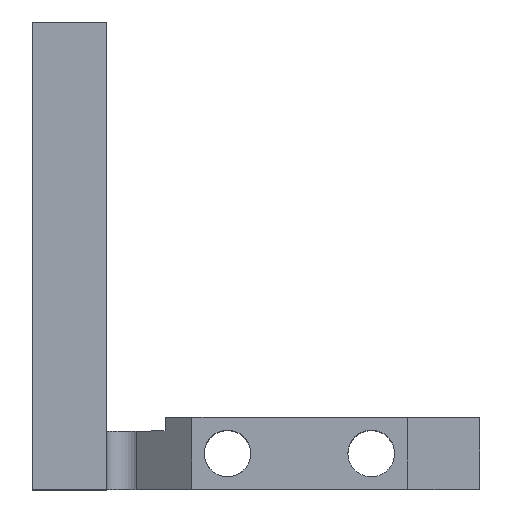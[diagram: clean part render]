
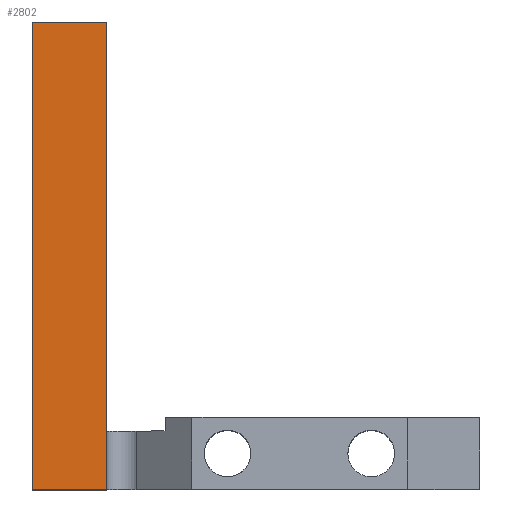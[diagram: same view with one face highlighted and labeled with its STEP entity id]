
A CAD part, top view. The second image highlights one B-rep face of the part: STEP entity #2802.
In plain terms, the highlighted planar face has unit normal (0, 0, 1).
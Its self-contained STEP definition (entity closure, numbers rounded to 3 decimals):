
#165=PLANE('',#2983);
#297=FACE_OUTER_BOUND('',#444,.T.);
#444=EDGE_LOOP('',(#2567,#2568,#2569,#2570));
#766=LINE('',#4523,#1117);
#797=LINE('',#4601,#1148);
#802=LINE('',#4613,#1153);
#803=LINE('',#4614,#1154);
#1117=VECTOR('',#3562,10.);
#1148=VECTOR('',#3647,10.);
#1153=VECTOR('',#3664,10.);
#1154=VECTOR('',#3665,10.);
#1436=VERTEX_POINT('',#4520);
#1437=VERTEX_POINT('',#4522);
#1457=VERTEX_POINT('',#4600);
#1458=VERTEX_POINT('',#4612);
#1810=EDGE_CURVE('',#1436,#1437,#766,.T.);
#1849=EDGE_CURVE('',#1437,#1457,#797,.T.);
#1854=EDGE_CURVE('',#1458,#1436,#802,.T.);
#1855=EDGE_CURVE('',#1458,#1457,#803,.T.);
#2567=ORIENTED_EDGE('',*,*,#1854,.F.);
#2568=ORIENTED_EDGE('',*,*,#1855,.T.);
#2569=ORIENTED_EDGE('',*,*,#1849,.F.);
#2570=ORIENTED_EDGE('',*,*,#1810,.F.);
#2802=ADVANCED_FACE('',(#297),#165,.T.);
#2983=AXIS2_PLACEMENT_3D('',#4611,#3662,#3663);
#3562=DIRECTION('',(1.,0.,0.));
#3647=DIRECTION('',(0.,-1.,0.));
#3662=DIRECTION('center_axis',(0.,0.,1.));
#3663=DIRECTION('ref_axis',(0.,-1.,0.));
#3664=DIRECTION('',(0.,1.,0.));
#3665=DIRECTION('',(1.,0.,0.));
#4520=CARTESIAN_POINT('',(0.,121.,21.));
#4522=CARTESIAN_POINT('',(8.25,121.,21.));
#4523=CARTESIAN_POINT('',(0.,121.,21.));
#4600=CARTESIAN_POINT('',(8.25,69.,21.));
#4601=CARTESIAN_POINT('',(8.25,108.,21.));
#4611=CARTESIAN_POINT('Origin',(0.,121.,21.));
#4612=CARTESIAN_POINT('',(0.,69.,21.));
#4613=CARTESIAN_POINT('',(0.,69.,21.));
#4614=CARTESIAN_POINT('',(0.,69.,21.));
